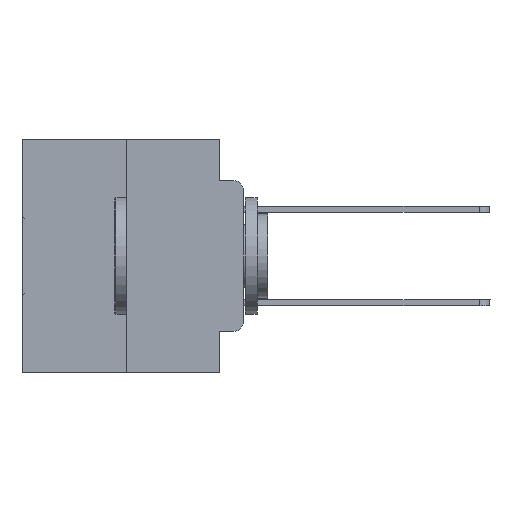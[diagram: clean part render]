
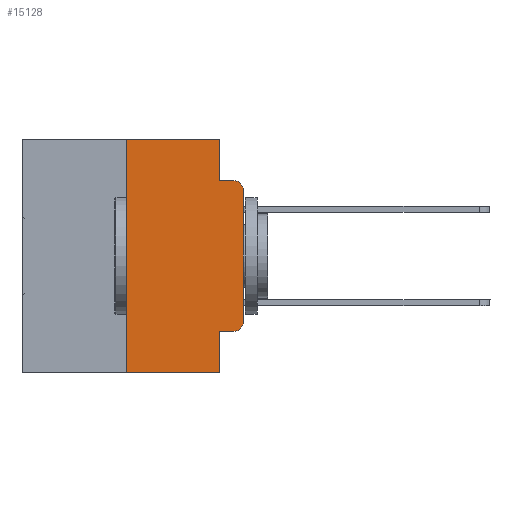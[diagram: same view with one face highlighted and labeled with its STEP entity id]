
A CAD part, left-side view. The second image highlights one B-rep face of the part: STEP entity #15128.
In plain terms, the highlighted planar face has unit normal (-1, 0, 0).
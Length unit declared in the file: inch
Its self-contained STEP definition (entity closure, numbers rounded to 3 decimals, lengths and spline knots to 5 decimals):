
#440 = EDGE_CURVE ( 'NONE', #30143, #2222, #1582, .T. ) ;
#568 = CARTESIAN_POINT ( 'NONE',  ( 0., 0.051, 0. ) ) ;
#1393 = VECTOR ( 'NONE', #6210, 39.37008 ) ;
#1582 = LINE ( 'NONE', #32545, #12445 ) ;
#1593 = CARTESIAN_POINT ( 'NONE',  ( 0., 0.051, -0.0885 ) ) ;
#1644 = LINE ( 'NONE', #7132, #27068 ) ;
#1783 = EDGE_CURVE ( 'NONE', #23285, #6541, #21276, .T. ) ;
#2222 = VERTEX_POINT ( 'NONE', #33554 ) ;
#3121 = VERTEX_POINT ( 'NONE', #5820 ) ;
#3205 = VECTOR ( 'NONE', #9477, 39.37008 ) ;
#3476 = VERTEX_POINT ( 'NONE', #13617 ) ;
#3523 = VECTOR ( 'NONE', #7082, 39.37008 ) ;
#3653 = EDGE_CURVE ( 'NONE', #3476, #8768, #9324, .T. ) ;
#5277 = AXIS2_PLACEMENT_3D ( 'NONE', #18070, #28541, #22680 ) ;
#5786 = ORIENTED_EDGE ( 'NONE', *, *, #21186, .T. ) ;
#5820 = CARTESIAN_POINT ( 'NONE',  ( 0., 0.02, -0.0885 ) ) ;
#6210 = DIRECTION ( 'NONE',  ( 0., 0., -1. ) ) ;
#6541 = VERTEX_POINT ( 'NONE', #24827 ) ;
#7082 = DIRECTION ( 'NONE',  ( 0., 0., 1. ) ) ;
#7132 = CARTESIAN_POINT ( 'NONE',  ( 0., 0.473, -0.5 ) ) ;
#7270 = EDGE_LOOP ( 'NONE', ( #12538, #5786, #27683, #17734, #14141, #17046, #32180, #23914, #23371, #19403 ) ) ;
#8081 = VERTEX_POINT ( 'NONE', #28254 ) ;
#8288 = DIRECTION ( 'NONE',  ( -1., 0., 0. ) ) ;
#8768 = VERTEX_POINT ( 'NONE', #33643 ) ;
#9016 = AXIS2_PLACEMENT_3D ( 'NONE', #20294, #17713, #10566 ) ;
#9133 = DIRECTION ( 'NONE',  ( 0., 0., 1. ) ) ;
#9324 = LINE ( 'NONE', #28140, #3523 ) ;
#9477 = DIRECTION ( 'NONE',  ( 0., 0., -1. ) ) ;
#9665 = CIRCLE ( 'NONE', #14031, 0.02 ) ;
#10163 = LINE ( 'NONE', #28134, #20192 ) ;
#10341 = CARTESIAN_POINT ( 'NONE',  ( 0., 0.051, -0.4115 ) ) ;
#10381 = VECTOR ( 'NONE', #12052, 39.37008 ) ;
#10566 = DIRECTION ( 'NONE',  ( 0., 0., -1. ) ) ;
#10596 = EDGE_CURVE ( 'NONE', #2222, #23285, #29516, .T. ) ;
#10931 = VERTEX_POINT ( 'NONE', #10341 ) ;
#12052 = DIRECTION ( 'NONE',  ( 0., -1., 0. ) ) ;
#12412 = EDGE_CURVE ( 'NONE', #10931, #8081, #10163, .T. ) ;
#12445 = VECTOR ( 'NONE', #9133, 39.37008 ) ;
#12538 = ORIENTED_EDGE ( 'NONE', *, *, #3653, .T. ) ;
#12954 = PLANE ( 'NONE',  #5277 ) ;
#13095 = CARTESIAN_POINT ( 'NONE',  ( 0., 0.02, -0.3915 ) ) ;
#13541 = EDGE_CURVE ( 'NONE', #10931, #21241, #19732, .T. ) ;
#13617 = CARTESIAN_POINT ( 'NONE',  ( 0., 0., -0.3915 ) ) ;
#13681 = EDGE_CURVE ( 'NONE', #6541, #3121, #22475, .T. ) ;
#14031 = AXIS2_PLACEMENT_3D ( 'NONE', #13095, #8288, #28509 ) ;
#14141 = ORIENTED_EDGE ( 'NONE', *, *, #10596, .F. ) ;
#15128 = ADVANCED_FACE ( 'NONE', ( #33281 ), #12954, .F. ) ;
#16325 = CARTESIAN_POINT ( 'NONE',  ( 0., 0.473, 0. ) ) ;
#17046 = ORIENTED_EDGE ( 'NONE', *, *, #440, .F. ) ;
#17713 = DIRECTION ( 'NONE',  ( -1., 0., 0. ) ) ;
#17734 = ORIENTED_EDGE ( 'NONE', *, *, #1783, .F. ) ;
#18070 = CARTESIAN_POINT ( 'NONE',  ( 0., 0.473, 0. ) ) ;
#19403 = ORIENTED_EDGE ( 'NONE', *, *, #23003, .T. ) ;
#19732 = LINE ( 'NONE', #27461, #3205 ) ;
#20192 = VECTOR ( 'NONE', #23323, 39.37008 ) ;
#20209 = VECTOR ( 'NONE', #21791, 39.37008 ) ;
#20294 = CARTESIAN_POINT ( 'NONE',  ( 0., 0.02, -0.1085 ) ) ;
#21168 = EDGE_CURVE ( 'NONE', #30143, #21241, #1644, .T. ) ;
#21186 = EDGE_CURVE ( 'NONE', #8768, #3121, #23746, .T. ) ;
#21241 = VERTEX_POINT ( 'NONE', #23874 ) ;
#21276 = LINE ( 'NONE', #568, #1393 ) ;
#21791 = DIRECTION ( 'NONE',  ( 0., -1., 0. ) ) ;
#22475 = LINE ( 'NONE', #1593, #10381 ) ;
#22680 = DIRECTION ( 'NONE',  ( 0., 0., -1. ) ) ;
#23003 = EDGE_CURVE ( 'NONE', #8081, #3476, #9665, .T. ) ;
#23285 = VERTEX_POINT ( 'NONE', #28114 ) ;
#23323 = DIRECTION ( 'NONE',  ( 0., -1., 0. ) ) ;
#23371 = ORIENTED_EDGE ( 'NONE', *, *, #12412, .T. ) ;
#23746 = CIRCLE ( 'NONE', #9016, 0.02 ) ;
#23874 = CARTESIAN_POINT ( 'NONE',  ( 0., 0.051, -0.5 ) ) ;
#23914 = ORIENTED_EDGE ( 'NONE', *, *, #13541, .F. ) ;
#24827 = CARTESIAN_POINT ( 'NONE',  ( 0., 0.051, -0.0885 ) ) ;
#27068 = VECTOR ( 'NONE', #32784, 39.37008 ) ;
#27461 = CARTESIAN_POINT ( 'NONE',  ( 0., 0.051, 0. ) ) ;
#27683 = ORIENTED_EDGE ( 'NONE', *, *, #13681, .F. ) ;
#27760 = CARTESIAN_POINT ( 'NONE',  ( 0., 0.25, -0.5 ) ) ;
#28114 = CARTESIAN_POINT ( 'NONE',  ( 0., 0.051, 0. ) ) ;
#28134 = CARTESIAN_POINT ( 'NONE',  ( 0., 0.051, -0.4115 ) ) ;
#28140 = CARTESIAN_POINT ( 'NONE',  ( 0., 0., 0. ) ) ;
#28254 = CARTESIAN_POINT ( 'NONE',  ( 0., 0.02, -0.4115 ) ) ;
#28509 = DIRECTION ( 'NONE',  ( 0., 0., -1. ) ) ;
#28541 = DIRECTION ( 'NONE',  ( 1., 0., 0. ) ) ;
#29516 = LINE ( 'NONE', #16325, #20209 ) ;
#30143 = VERTEX_POINT ( 'NONE', #27760 ) ;
#32180 = ORIENTED_EDGE ( 'NONE', *, *, #21168, .T. ) ;
#32545 = CARTESIAN_POINT ( 'NONE',  ( 0., 0.25, 0. ) ) ;
#32784 = DIRECTION ( 'NONE',  ( 0., -1., 0. ) ) ;
#33281 = FACE_OUTER_BOUND ( 'NONE', #7270, .T. ) ;
#33554 = CARTESIAN_POINT ( 'NONE',  ( 0., 0.25, 0. ) ) ;
#33643 = CARTESIAN_POINT ( 'NONE',  ( 0., 0., -0.1085 ) ) ;
